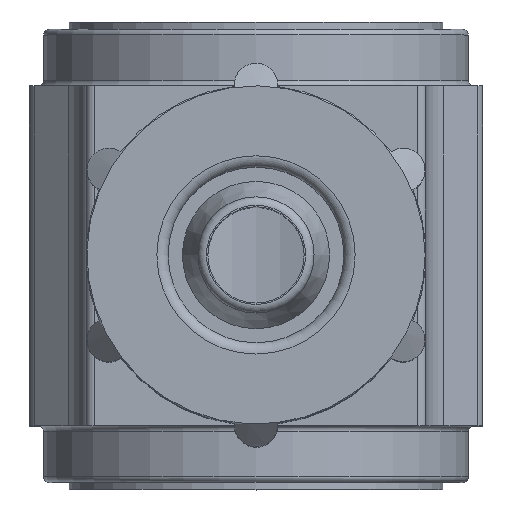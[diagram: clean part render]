
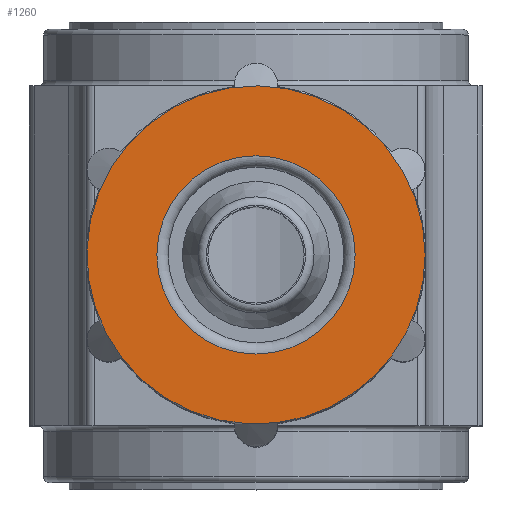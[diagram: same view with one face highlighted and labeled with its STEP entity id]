
A CAD part, top view. The second image highlights one B-rep face of the part: STEP entity #1260.
In plain terms, the highlighted face is planar.
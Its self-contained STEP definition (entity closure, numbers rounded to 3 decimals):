
#207=PLANE('',#1422);
#464=ORIENTED_EDGE('',*,*,#673,.F.);
#465=ORIENTED_EDGE('',*,*,#674,.F.);
#673=EDGE_CURVE('',#806,#806,#892,.T.);
#674=EDGE_CURVE('',#807,#807,#893,.F.);
#806=VERTEX_POINT('',#2163);
#807=VERTEX_POINT('',#2165);
#892=CIRCLE('',#1423,3.5);
#893=CIRCLE('',#1424,5.97);
#1004=EDGE_LOOP('',(#464));
#1005=EDGE_LOOP('',(#465));
#1128=FACE_BOUND('',#1004,.T.);
#1129=FACE_BOUND('',#1005,.T.);
#1260=ADVANCED_FACE('',(#1128,#1129),#207,.T.);
#1422=AXIS2_PLACEMENT_3D('',#2161,#1750,#1751);
#1423=AXIS2_PLACEMENT_3D('',#2162,#1752,#1753);
#1424=AXIS2_PLACEMENT_3D('',#2164,#1754,#1755);
#1750=DIRECTION('',(1.,0.,0.));
#1751=DIRECTION('',(0.,0.,-1.));
#1752=DIRECTION('',(1.,0.,0.));
#1753=DIRECTION('',(0.,0.,-1.));
#1754=DIRECTION('',(1.,0.,0.));
#1755=DIRECTION('',(0.,0.,-1.));
#2161=CARTESIAN_POINT('',(12.5,1.5,2.598));
#2162=CARTESIAN_POINT('',(12.5,0.,0.));
#2163=CARTESIAN_POINT('',(12.5,0.,-3.5));
#2164=CARTESIAN_POINT('',(12.5,0.,0.));
#2165=CARTESIAN_POINT('',(12.5,0.,-5.97));
